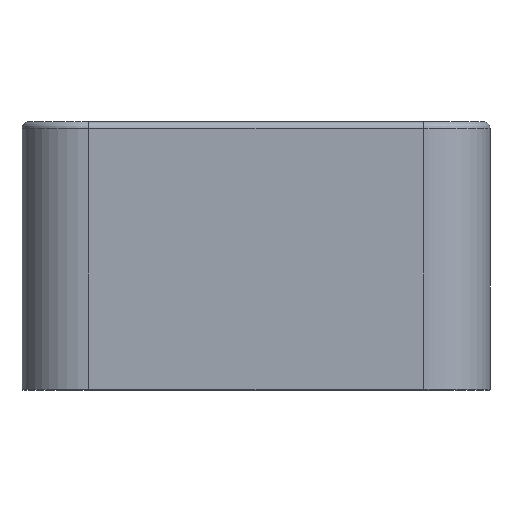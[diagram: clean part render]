
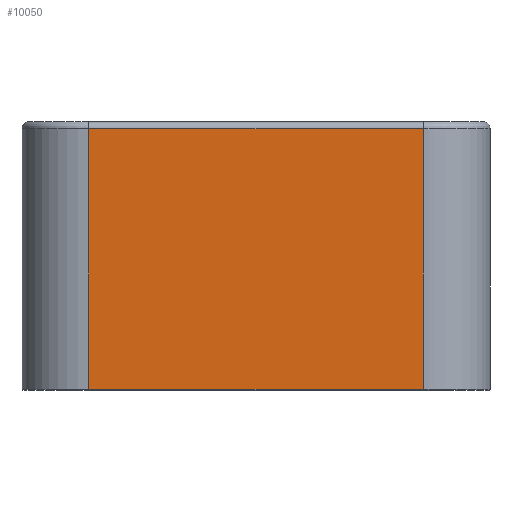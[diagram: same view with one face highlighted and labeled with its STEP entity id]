
A CAD part, top view. The second image highlights one B-rep face of the part: STEP entity #10050.
In plain terms, the highlighted planar face has unit normal (0, -0.052, 0.999).
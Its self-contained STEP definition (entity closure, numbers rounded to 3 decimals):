
#5102 = FACE_OUTER_BOUND ( 'NONE', #10030, .T. ) ;
#5138 = DIRECTION ( 'NONE',  ( -1., 0., 0. ) ) ;
#5140 = VECTOR ( 'NONE', #5138, 1000. ) ;
#5141 = CARTESIAN_POINT ( 'NONE',  ( -6., -0.263, 11.986 ) ) ;
#5142 = LINE ( 'NONE', #5141, #5140 ) ;
#5143 = DIRECTION ( 'NONE',  ( 0., 0.999, 0.052 ) ) ;
#5144 = VECTOR ( 'NONE', #5143, 1000. ) ;
#5145 = CARTESIAN_POINT ( 'NONE',  ( 9., 0., 12. ) ) ;
#5146 = LINE ( 'NONE', #5145, #5144 ) ;
#5148 = DIRECTION ( 'NONE',  ( 0., -0.999, -0.052 ) ) ;
#5149 = VECTOR ( 'NONE', #5148, 1000. ) ;
#5151 = CARTESIAN_POINT ( 'NONE',  ( -3.5, 0., 12. ) ) ;
#5152 = LINE ( 'NONE', #5151, #5149 ) ;
#5153 = CARTESIAN_POINT ( 'NONE',  ( 9., -10., 11.476 ) ) ;
#5154 = DIRECTION ( 'NONE',  ( 1., 0., 0. ) ) ;
#5155 = VECTOR ( 'NONE', #5154, 1000. ) ;
#5156 = CARTESIAN_POINT ( 'NONE',  ( -6., -10., 11.476 ) ) ;
#5157 = LINE ( 'NONE', #5156, #5155 ) ;
#5162 = CARTESIAN_POINT ( 'NONE',  ( -3.5, -10., 11.476 ) ) ;
#5165 = DIRECTION ( 'NONE',  ( 0., -0.999, -0.052 ) ) ;
#5166 = DIRECTION ( 'NONE',  ( 0., -0.052, 0.999 ) ) ;
#5167 = CARTESIAN_POINT ( 'NONE',  ( -6., 0., 12. ) ) ;
#5168 = AXIS2_PLACEMENT_3D ( 'NONE', #5167, #5166, #5165 ) ;
#5170 = PLANE ( 'NONE',  #5168 ) ;
#5199 = CARTESIAN_POINT ( 'NONE',  ( -3.5, -0.263, 11.986 ) ) ;
#5200 = CARTESIAN_POINT ( 'NONE',  ( 9., -0.263, 11.986 ) ) ;
#10030 = EDGE_LOOP ( 'NONE', ( #10059, #10058, #10060, #10054 ) ) ;
#10050 = ADVANCED_FACE ( 'NONE', ( #5102 ), #5170, .T. ) ;
#10052 = VERTEX_POINT ( 'NONE', #5162 ) ;
#10053 = EDGE_CURVE ( 'NONE', #10052, #10056, #5157, .T. ) ;
#10054 = ORIENTED_EDGE ( 'NONE', *, *, #10053, .T. ) ;
#10056 = VERTEX_POINT ( 'NONE', #5153 ) ;
#10057 = EDGE_CURVE ( 'NONE', #10066, #10052, #5152, .T. ) ;
#10058 = ORIENTED_EDGE ( 'NONE', *, *, #10062, .T. ) ;
#10059 = ORIENTED_EDGE ( 'NONE', *, *, #10061, .T. ) ;
#10060 = ORIENTED_EDGE ( 'NONE', *, *, #10057, .T. ) ;
#10061 = EDGE_CURVE ( 'NONE', #10056, #10065, #5146, .T. ) ;
#10062 = EDGE_CURVE ( 'NONE', #10065, #10066, #5142, .T. ) ;
#10065 = VERTEX_POINT ( 'NONE', #5200 ) ;
#10066 = VERTEX_POINT ( 'NONE', #5199 ) ;
